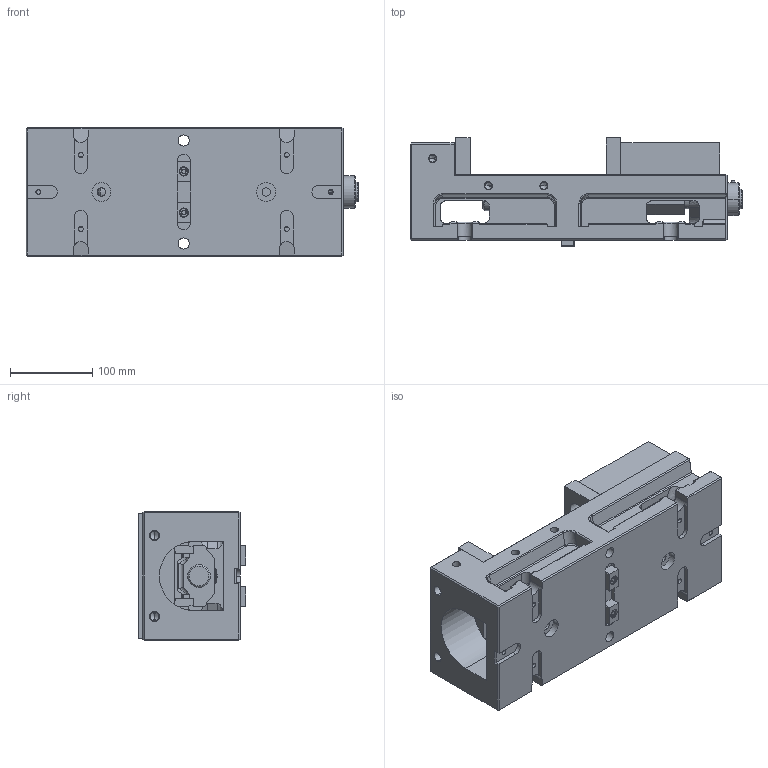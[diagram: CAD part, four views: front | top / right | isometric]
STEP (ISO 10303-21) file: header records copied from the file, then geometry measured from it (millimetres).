
FILE_DESCRIPTION (( 'STEP AP203' ), '1' );
FILE_NAME ('00-90-0072.STEP', '2025-02-24T21:20:11', ( '' ), ( '' ), 'SwSTEP 2.0', 'SolidWorks 2023', '' );
FILE_SCHEMA (( 'CONFIG_CONTROL_DESIGN' ));
Length unit declared in the file: inch
Products named in the file (13): 10000148439; 10000148438; 10000173332; 10000148433; 10000148432; 10000148436; 10000148430; 00-90-0072; 10000148434; 10000148437; 10000148440; 10000148435; 10000155647_BOM Item
Assembly tree (16 placements, depth 2):
  00-90-0072
    10000148440
    10000148435
    10000148438
    10000148434
    10000148439  x2
    10000148436
    10000148433
    10000148432
    10000148437
    10000148430  x2
    10000155647_BOM Item  x2
    10000173332  x2
Bounding box: 403 x 131 x 156 mm (x, y, z)
Volume: 3970728.2 mm3; surface area: 557616.7 mm2
Topology: 16 solids, 16 shells, 1126 faces, 2789 edges, 1761 vertices
Faces by surface type: plane 519, cylinder 382, bspline 141, cone 74, torus 10
Entity records: 35637 total; most frequent: CARTESIAN_POINT 9888, ORIENTED_EDGE 5236, DIRECTION 4742, EDGE_CURVE 2618, VERTEX_POINT 1679, AXIS2_PLACEMENT_3D 1649, LINE 1444, VECTOR 1444
